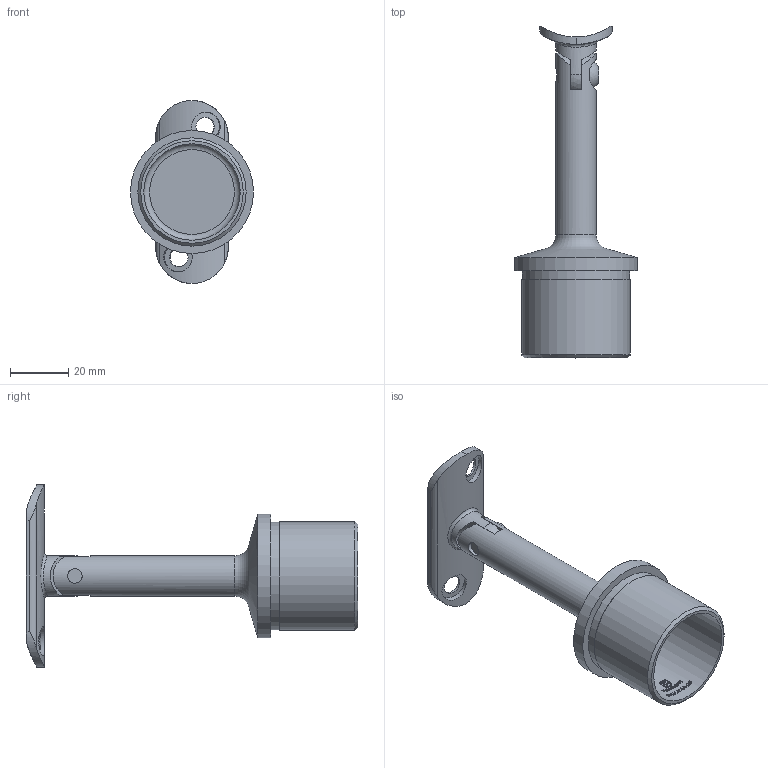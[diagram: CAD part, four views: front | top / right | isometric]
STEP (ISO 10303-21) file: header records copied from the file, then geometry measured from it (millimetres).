
FILE_DESCRIPTION (( 'STEP AP203' ), '1' );
FILE_NAME ('60441-V4A-25.step', '2022-09-30T06:29:58', ( '' ), ( '' ), 'SwSTEP 2.0', 'SolidWorks 2018', '' );
FILE_SCHEMA (( 'CONFIG_CONTROL_DESIGN' ));
Length unit declared in the file: millimetre
Products named in the file (4): DIN 7380_DIN 7380 M6x10; 6044x-XXX Teil1_60441-V4A-25 Teil1; 60441-V4A-25; 6044x-XXX Teil2_60441-V4A-25 Teil2
Assembly tree (3 placements, depth 2):
  60441-V4A-25
    6044x-XXX Teil1_60441-V4A-25 Teil1
    6044x-XXX Teil2_60441-V4A-25 Teil2
    DIN 7380_DIN 7380 M6x10
Bounding box: 42.4 x 114.3 x 63 mm (x, y, z)
Volume: 28198.3 mm3; surface area: 17874.4 mm2
Topology: 3 solids, 3 shells, 365 faces, 938 edges, 619 vertices
Faces by surface type: plane 187, bspline 101, cylinder 62, cone 9, sphere 3, torus 3
Full cylindrical faces by diameter (mm): 5 x1, 6 x1, 6.5 x4, 10 x2, 10.5 x1, 14 x2, 33.2 x1, 36.9 x1, 37.3 x1, 42.4 x1
Entity records: 16228 total; most frequent: CARTESIAN_POINT 7772, ORIENTED_EDGE 1816, DIRECTION 1358, EDGE_CURVE 908, VERTEX_POINT 612, AXIS2_PLACEMENT_3D 465, EDGE_LOOP 438, VECTOR 428
